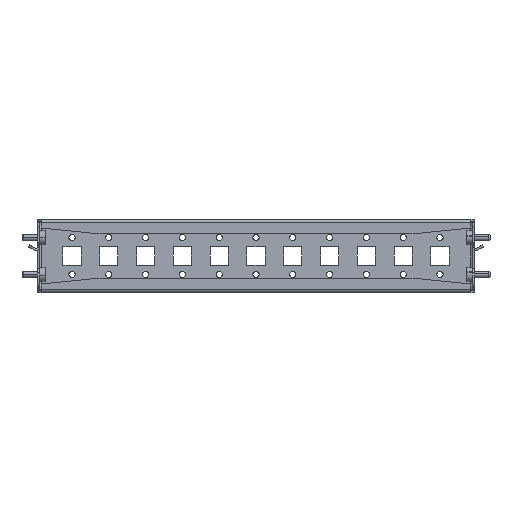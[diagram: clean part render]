
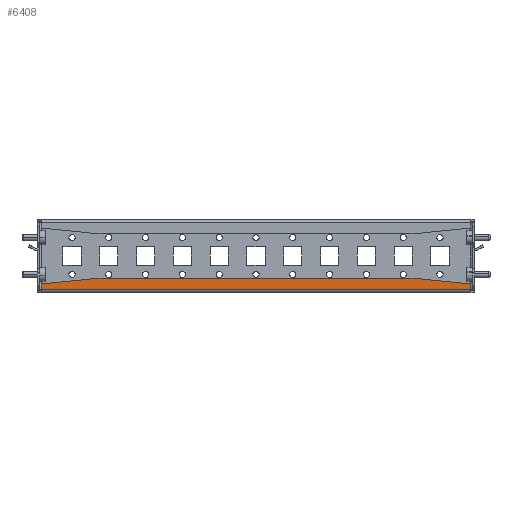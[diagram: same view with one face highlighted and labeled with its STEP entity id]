
A CAD part, front view. The second image highlights one B-rep face of the part: STEP entity #6408.
In plain terms, the highlighted planar face has unit normal (0, -1, 0).
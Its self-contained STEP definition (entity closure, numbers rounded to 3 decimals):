
#607 = CARTESIAN_POINT ( 'NONE',  ( 106., -34., 15. ) ) ;
#1176 = EDGE_CURVE ( 'NONE', #7640, #8042, #9718, .T. ) ;
#1974 = LINE ( 'NONE', #4820, #2821 ) ;
#2020 = ORIENTED_EDGE ( 'NONE', *, *, #3089, .F. ) ;
#2030 = CARTESIAN_POINT ( 'NONE',  ( -146., -34., 19. ) ) ;
#2105 = CARTESIAN_POINT ( 'NONE',  ( -0.436, -34., 4.356 ) ) ;
#2238 = EDGE_CURVE ( 'NONE', #3692, #2819, #5385, .T. ) ;
#2304 = VERTEX_POINT ( 'NONE', #2030 ) ;
#2510 = DIRECTION ( 'NONE',  ( 0., -1., 0. ) ) ;
#2694 = CARTESIAN_POINT ( 'NONE',  ( 0., -34., 0. ) ) ;
#2819 = VERTEX_POINT ( 'NONE', #4230 ) ;
#2821 = VECTOR ( 'NONE', #10507, 1000. ) ;
#3089 = EDGE_CURVE ( 'NONE', #7640, #5064, #6744, .T. ) ;
#3122 = VECTOR ( 'NONE', #5692, 1000. ) ;
#3247 = VECTOR ( 'NONE', #11068, 1000. ) ;
#3466 = EDGE_CURVE ( 'NONE', #2304, #8042, #1974, .T. ) ;
#3590 = CARTESIAN_POINT ( 'NONE',  ( -146., -34., 15. ) ) ;
#3692 = VERTEX_POINT ( 'NONE', #607 ) ;
#3843 = CARTESIAN_POINT ( 'NONE',  ( 0.436, -34., 4.356 ) ) ;
#3964 = ORIENTED_EDGE ( 'NONE', *, *, #2238, .F. ) ;
#3977 = LINE ( 'NONE', #2105, #12006 ) ;
#4230 = CARTESIAN_POINT ( 'NONE',  ( -106., -34., 15. ) ) ;
#4717 = ORIENTED_EDGE ( 'NONE', *, *, #1176, .T. ) ;
#4820 = CARTESIAN_POINT ( 'NONE',  ( -146., -34., 15. ) ) ;
#4833 = DIRECTION ( 'NONE',  ( 0., 0., -1. ) ) ;
#5064 = VERTEX_POINT ( 'NONE', #9484 ) ;
#5132 = CARTESIAN_POINT ( 'NONE',  ( 146., -34., 22.5 ) ) ;
#5385 = LINE ( 'NONE', #3590, #3247 ) ;
#5692 = DIRECTION ( 'NONE',  ( 0.995, 0., -0.1 ) ) ;
#5697 = CARTESIAN_POINT ( 'NONE',  ( 146., -34., 15. ) ) ;
#6326 = ORIENTED_EDGE ( 'NONE', *, *, #3466, .F. ) ;
#6408 = ADVANCED_FACE ( 'NONE', ( #11120 ), #8450, .T. ) ;
#6695 = ORIENTED_EDGE ( 'NONE', *, *, #8776, .T. ) ;
#6744 = LINE ( 'NONE', #5697, #7157 ) ;
#6787 = VECTOR ( 'NONE', #6813, 1000. ) ;
#6813 = DIRECTION ( 'NONE',  ( -1., 0., 0. ) ) ;
#7157 = VECTOR ( 'NONE', #4833, 1000. ) ;
#7640 = VERTEX_POINT ( 'NONE', #5132 ) ;
#8042 = VERTEX_POINT ( 'NONE', #11840 ) ;
#8450 = PLANE ( 'NONE',  #11122 ) ;
#8776 = EDGE_CURVE ( 'NONE', #3692, #5064, #3977, .T. ) ;
#9204 = ORIENTED_EDGE ( 'NONE', *, *, #11624, .T. ) ;
#9378 = DIRECTION ( 'NONE',  ( 0., 0., -1. ) ) ;
#9484 = CARTESIAN_POINT ( 'NONE',  ( 146., -34., 19. ) ) ;
#9718 = LINE ( 'NONE', #10770, #6787 ) ;
#10507 = DIRECTION ( 'NONE',  ( 0., 0., 1. ) ) ;
#10770 = CARTESIAN_POINT ( 'NONE',  ( 0., -34., 22.5 ) ) ;
#10913 = EDGE_LOOP ( 'NONE', ( #3964, #6695, #2020, #4717, #6326, #9204 ) ) ;
#11068 = DIRECTION ( 'NONE',  ( -1., 0., 0. ) ) ;
#11120 = FACE_OUTER_BOUND ( 'NONE', #10913, .T. ) ;
#11122 = AXIS2_PLACEMENT_3D ( 'NONE', #2694, #2510, #9378 ) ;
#11375 = LINE ( 'NONE', #3843, #3122 ) ;
#11567 = DIRECTION ( 'NONE',  ( 0.995, 0., 0.1 ) ) ;
#11624 = EDGE_CURVE ( 'NONE', #2304, #2819, #11375, .T. ) ;
#11840 = CARTESIAN_POINT ( 'NONE',  ( -146., -34., 22.5 ) ) ;
#12006 = VECTOR ( 'NONE', #11567, 1000. ) ;
